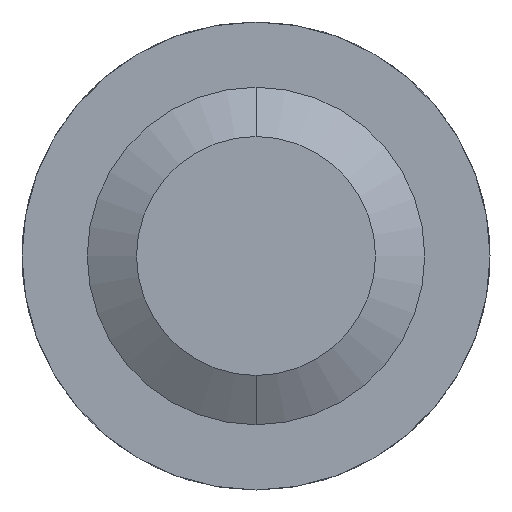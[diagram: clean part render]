
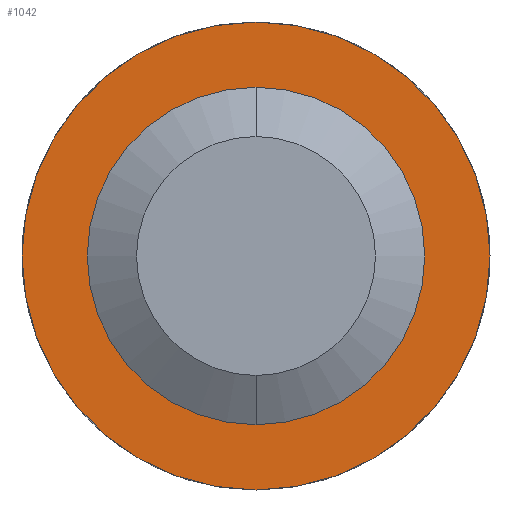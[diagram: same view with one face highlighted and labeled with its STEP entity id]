
A CAD part, front view. The second image highlights one B-rep face of the part: STEP entity #1042.
In plain terms, the highlighted planar face has unit normal (0, -1, 0).
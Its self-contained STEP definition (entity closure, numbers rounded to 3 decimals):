
#108 = EDGE_CURVE ( 'Defeature ausgef�hrt1_5+Defeature ausgef�hrt1_6+Defeature ausgef�hrt1_6+Defeature ausgef�hrt1_6', #1308, #854, #1275, .T. ) ;
#133 = ORIENTED_EDGE ( 'NONE', *, *, #1020, .F. ) ;
#152 = EDGE_LOOP ( 'NONE', ( #896, #133 ) ) ;
#156 = AXIS2_PLACEMENT_3D ( 'NONE', #950, #713, #2218 ) ;
#222 = DIRECTION ( 'NONE',  ( 0., 0., 1. ) ) ;
#389 = CARTESIAN_POINT ( 'NONE',  ( 0., -2.5, -0.685 ) ) ;
#481 = CARTESIAN_POINT ( 'NONE',  ( 0., -2.5, 0.95 ) ) ;
#536 = EDGE_LOOP ( 'NONE', ( #3239, #1122 ) ) ;
#564 = DIRECTION ( 'NONE',  ( 0., 1., 0. ) ) ;
#656 = DIRECTION ( 'NONE',  ( 0., 0., 1. ) ) ;
#662 = CARTESIAN_POINT ( 'NONE',  ( 0., -2.5, -0.95 ) ) ;
#713 = DIRECTION ( 'NONE',  ( 0., 1., 0. ) ) ;
#735 = CIRCLE ( 'NONE', #2588, 0.95 ) ;
#854 = VERTEX_POINT ( 'NONE', #389 ) ;
#896 = ORIENTED_EDGE ( 'NONE', *, *, #1150, .F. ) ;
#950 = CARTESIAN_POINT ( 'NONE',  ( 0.95, -2.5, 0. ) ) ;
#975 = FACE_BOUND ( 'NONE', #536, .T. ) ;
#1000 = DIRECTION ( 'NONE',  ( 0., 1., 0. ) ) ;
#1020 = EDGE_CURVE ( 'Defeature ausgef�hrt1_4+Defeature ausgef�hrt1_5+Defeature ausgef�hrt1_5+Defeature ausgef�hrt1_5', #2394, #2967, #735, .T. ) ;
#1042 = ADVANCED_FACE ( 'Defeature ausgef�hrt1_5', ( #3034, #975 ), #1191, .F. ) ;
#1122 = ORIENTED_EDGE ( 'NONE', *, *, #2790, .T. ) ;
#1150 = EDGE_CURVE ( 'Defeature ausgef�hrt1_4+Defeature ausgef�hrt1_5+Defeature ausgef�hrt1_5+Defeature ausgef�hrt1_5', #2967, #2394, #1650, .T. ) ;
#1191 = PLANE ( 'NONE',  #156 ) ;
#1243 = AXIS2_PLACEMENT_3D ( 'NONE', #2080, #564, #1576 ) ;
#1275 = CIRCLE ( 'NONE', #1243, 0.685 ) ;
#1308 = VERTEX_POINT ( 'NONE', #2591 ) ;
#1576 = DIRECTION ( 'NONE',  ( 0., 0., 1. ) ) ;
#1603 = AXIS2_PLACEMENT_3D ( 'NONE', #1873, #2327, #2544 ) ;
#1634 = DIRECTION ( 'NONE',  ( 0., 1., 0. ) ) ;
#1650 = CIRCLE ( 'NONE', #2809, 0.95 ) ;
#1873 = CARTESIAN_POINT ( 'NONE',  ( 0., -2.5, 0. ) ) ;
#2080 = CARTESIAN_POINT ( 'NONE',  ( 0., -2.5, 0. ) ) ;
#2218 = DIRECTION ( 'NONE',  ( 0., 0., 1. ) ) ;
#2327 = DIRECTION ( 'NONE',  ( 0., 1., 0. ) ) ;
#2367 = CIRCLE ( 'NONE', #1603, 0.685 ) ;
#2394 = VERTEX_POINT ( 'NONE', #662 ) ;
#2484 = CARTESIAN_POINT ( 'NONE',  ( 0., -2.5, 0. ) ) ;
#2544 = DIRECTION ( 'NONE',  ( 0., 0., 1. ) ) ;
#2588 = AXIS2_PLACEMENT_3D ( 'NONE', #3045, #1634, #656 ) ;
#2591 = CARTESIAN_POINT ( 'NONE',  ( 0., -2.5, 0.685 ) ) ;
#2790 = EDGE_CURVE ( 'Defeature ausgef�hrt1_5+Defeature ausgef�hrt1_6+Defeature ausgef�hrt1_6+Defeature ausgef�hrt1_6', #854, #1308, #2367, .T. ) ;
#2809 = AXIS2_PLACEMENT_3D ( 'NONE', #2484, #1000, #222 ) ;
#2967 = VERTEX_POINT ( 'NONE', #481 ) ;
#3034 = FACE_OUTER_BOUND ( 'NONE', #152, .T. ) ;
#3045 = CARTESIAN_POINT ( 'NONE',  ( 0., -2.5, 0. ) ) ;
#3239 = ORIENTED_EDGE ( 'NONE', *, *, #108, .T. ) ;
